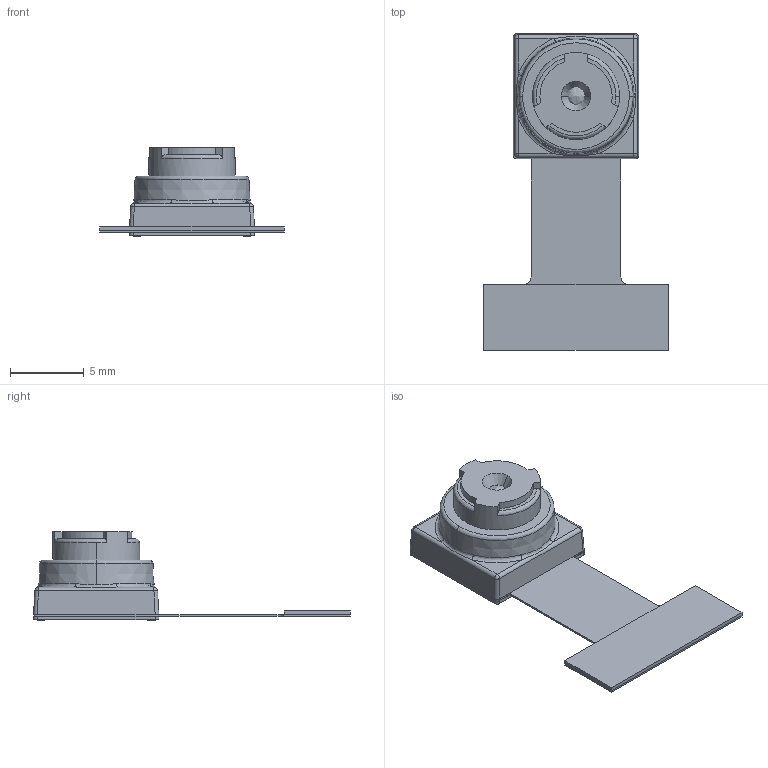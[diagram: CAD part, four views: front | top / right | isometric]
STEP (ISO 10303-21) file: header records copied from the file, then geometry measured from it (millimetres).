
FILE_DESCRIPTION (( 'STEP AP214' ), '1' );
FILE_NAME ('User Library-ov9655.STEP', '2024-03-17T19:28:36', ( '' ), ( '' ), 'SwSTEP 2.0', 'SolidWorks 2022', '' );
FILE_SCHEMA (( 'AUTOMOTIVE_DESIGN' ));
Length unit declared in the file: centimetre
Products named in the file (6): ov9655_flex_pcb; ov9655_back_panel; User Library-ov9655; ov9655_lens; ov9655_body; ov9655_flex_reinf
Assembly tree (5 placements, depth 2):
  User Library-ov9655
    ov9655_flex_pcb
    ov9655_flex_reinf
    ov9655_back_panel
    ov9655_body
    ov9655_lens
Bounding box: 12.5 x 21.5 x 6.03 mm (x, y, z)
Volume: 323.9 mm3; surface area: 933.5 mm2
Topology: 5 solids, 5 shells, 109 faces, 266 edges, 167 vertices
Faces by surface type: plane 52, cylinder 34, bspline 19, cone 4
Entity records: 5223 total; most frequent: CARTESIAN_POINT 1335, ORIENTED_EDGE 520, DIRECTION 505, EDGE_CURVE 260, AXIS2_PLACEMENT_3D 185, VERTEX_POINT 167, VECTOR 135, LINE 135
